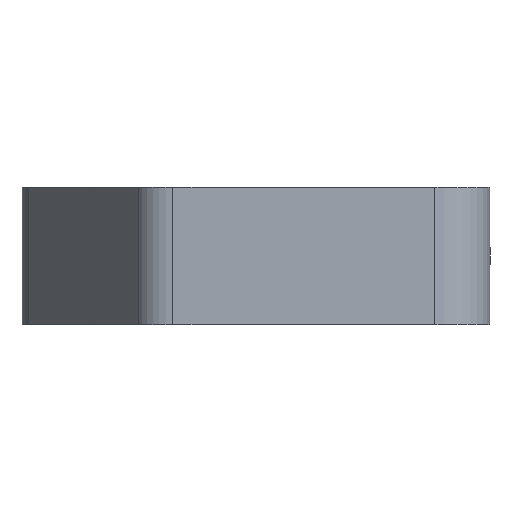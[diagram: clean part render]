
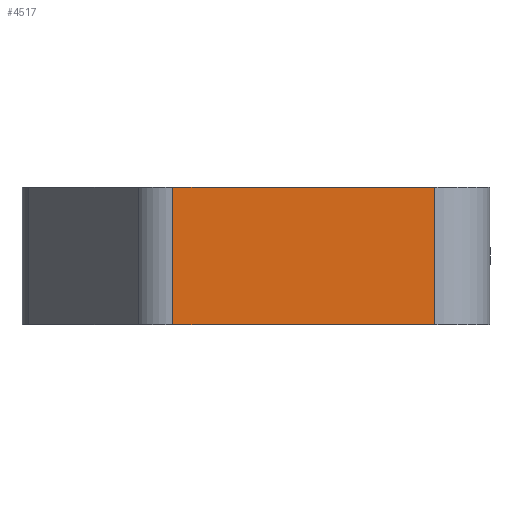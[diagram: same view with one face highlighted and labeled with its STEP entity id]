
A CAD part, left-side view. The second image highlights one B-rep face of the part: STEP entity #4517.
In plain terms, the highlighted planar face has unit normal (-1, 0, 0).
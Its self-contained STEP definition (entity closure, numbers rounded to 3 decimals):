
#203=PLANE('',#5050);
#440=FACE_OUTER_BOUND('',#752,.T.);
#752=EDGE_LOOP('',(#4138,#4139,#4140,#4141));
#1066=LINE('',#7699,#1430);
#1099=LINE('',#7842,#1463);
#1116=LINE('',#7879,#1480);
#1117=LINE('',#7881,#1481);
#1430=VECTOR('',#6279,10.);
#1463=VECTOR('',#6396,10.);
#1480=VECTOR('',#6451,10.);
#1481=VECTOR('',#6454,10.);
#2147=VERTEX_POINT('',#7696);
#2148=VERTEX_POINT('',#7698);
#2187=VERTEX_POINT('',#7839);
#2188=VERTEX_POINT('',#7841);
#2764=EDGE_CURVE('',#2147,#2148,#1066,.T.);
#2821=EDGE_CURVE('',#2187,#2188,#1099,.T.);
#2840=EDGE_CURVE('',#2147,#2188,#1116,.T.);
#2841=EDGE_CURVE('',#2148,#2187,#1117,.T.);
#4138=ORIENTED_EDGE('',*,*,#2840,.T.);
#4139=ORIENTED_EDGE('',*,*,#2821,.F.);
#4140=ORIENTED_EDGE('',*,*,#2841,.F.);
#4141=ORIENTED_EDGE('',*,*,#2764,.F.);
#4517=ADVANCED_FACE('',(#440),#203,.T.);
#5050=AXIS2_PLACEMENT_3D('',#7880,#6452,#6453);
#6279=DIRECTION('',(0.,1.,0.));
#6396=DIRECTION('',(0.,-1.,0.));
#6451=DIRECTION('',(0.,0.,1.));
#6452=DIRECTION('center_axis',(-1.,0.,0.));
#6453=DIRECTION('ref_axis',(0.,-1.,0.));
#6454=DIRECTION('',(0.,0.,1.));
#7696=CARTESIAN_POINT('',(-215.,525.,5.));
#7698=CARTESIAN_POINT('',(-215.,572.486,5.));
#7699=CARTESIAN_POINT('',(-215.,572.486,5.));
#7839=CARTESIAN_POINT('',(-215.,572.486,30.));
#7841=CARTESIAN_POINT('',(-215.,525.,30.));
#7842=CARTESIAN_POINT('',(-215.,572.486,30.));
#7879=CARTESIAN_POINT('',(-215.,525.,17.5));
#7880=CARTESIAN_POINT('Origin',(-215.,572.486,17.5));
#7881=CARTESIAN_POINT('',(-215.,572.486,17.5));
